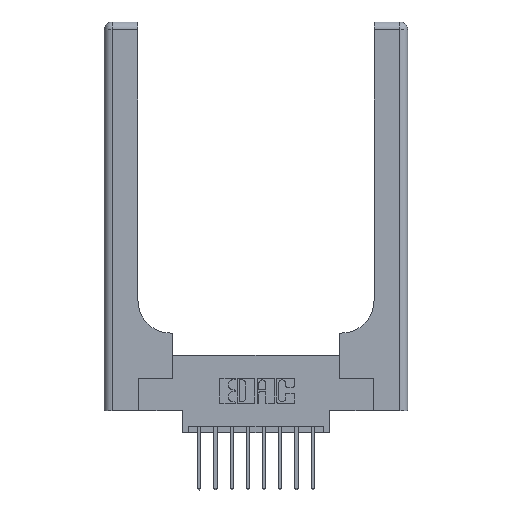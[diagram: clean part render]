
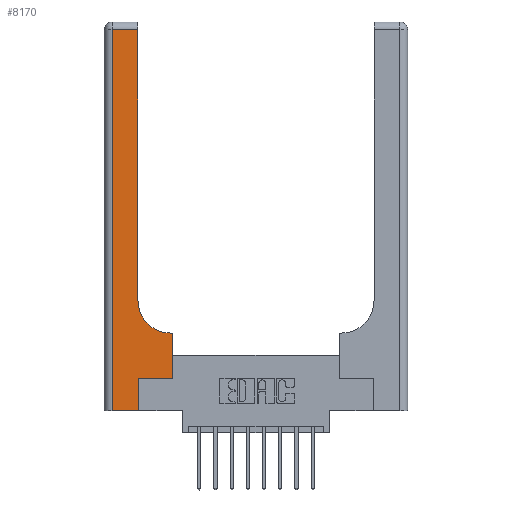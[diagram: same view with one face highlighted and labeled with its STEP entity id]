
A CAD part, top view. The second image highlights one B-rep face of the part: STEP entity #8170.
In plain terms, the highlighted planar face has unit normal (0, 0, 1).
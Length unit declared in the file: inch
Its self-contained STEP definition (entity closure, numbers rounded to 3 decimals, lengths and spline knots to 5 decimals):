
#31 = VECTOR ( 'NONE', #6473, 39.37008 ) ;
#91 = DIRECTION ( 'NONE',  ( 0., 1., 0. ) ) ;
#116 = EDGE_CURVE ( 'NONE', #12559, #6556, #5793, .T. ) ;
#1122 = EDGE_CURVE ( 'NONE', #7903, #12580, #11603, .T. ) ;
#1443 = CARTESIAN_POINT ( 'NONE',  ( 0.51, 0.85, 0.37 ) ) ;
#1620 = ORIENTED_EDGE ( 'NONE', *, *, #11981, .T. ) ;
#1723 = CARTESIAN_POINT ( 'NONE',  ( 0.265, 0.25, 0.37 ) ) ;
#1826 = LINE ( 'NONE', #5907, #4587 ) ;
#1911 = LINE ( 'NONE', #2393, #14698 ) ;
#2277 = DIRECTION ( 'NONE',  ( -1., 0., 0. ) ) ;
#2285 = DIRECTION ( 'NONE',  ( -1., 0., 0. ) ) ;
#2393 = CARTESIAN_POINT ( 'NONE',  ( 0.06, 3., 0.37 ) ) ;
#2604 = VECTOR ( 'NONE', #4678, 39.37008 ) ;
#2627 = DIRECTION ( 'NONE',  ( 1., 0., 0. ) ) ;
#2817 = ORIENTED_EDGE ( 'NONE', *, *, #8250, .T. ) ;
#2861 = EDGE_CURVE ( 'NONE', #3379, #10481, #12682, .T. ) ;
#3379 = VERTEX_POINT ( 'NONE', #12615 ) ;
#3381 = VECTOR ( 'NONE', #2277, 39.37008 ) ;
#3672 = ORIENTED_EDGE ( 'NONE', *, *, #11149, .T. ) ;
#4174 = ORIENTED_EDGE ( 'NONE', *, *, #2861, .T. ) ;
#4325 = EDGE_LOOP ( 'NONE', ( #3672, #4174, #2817, #5152, #1620, #14273, #14338, #10768, #12300 ) ) ;
#4376 = CARTESIAN_POINT ( 'NONE',  ( 0.06, 2.94, 0.37 ) ) ;
#4480 = DIRECTION ( 'NONE',  ( -1., 0., 0. ) ) ;
#4587 = VECTOR ( 'NONE', #91, 39.37008 ) ;
#4678 = DIRECTION ( 'NONE',  ( 1., 0., 0. ) ) ;
#4891 = VECTOR ( 'NONE', #12145, 39.37008 ) ;
#5152 = ORIENTED_EDGE ( 'NONE', *, *, #12520, .T. ) ;
#5304 = CARTESIAN_POINT ( 'NONE',  ( 0.26, 3., 0.37 ) ) ;
#5497 = CARTESIAN_POINT ( 'NONE',  ( 0.26, 0.85, 0.37 ) ) ;
#5793 = LINE ( 'NONE', #6791, #14745 ) ;
#5907 = CARTESIAN_POINT ( 'NONE',  ( 0.265, 0., 0.37 ) ) ;
#6240 = LINE ( 'NONE', #5304, #31 ) ;
#6278 = CIRCLE ( 'NONE', #10189, 0.25 ) ;
#6469 = EDGE_CURVE ( 'NONE', #12580, #12559, #8351, .T. ) ;
#6473 = DIRECTION ( 'NONE',  ( 0., 1., 0. ) ) ;
#6556 = VERTEX_POINT ( 'NONE', #12394 ) ;
#6791 = CARTESIAN_POINT ( 'NONE',  ( 0.26, 0.6, 0.37 ) ) ;
#6835 = AXIS2_PLACEMENT_3D ( 'NONE', #15113, #9271, #2285 ) ;
#6999 = CARTESIAN_POINT ( 'NONE',  ( 0.528, 0.6, 0.37 ) ) ;
#7266 = VERTEX_POINT ( 'NONE', #11610 ) ;
#7903 = VERTEX_POINT ( 'NONE', #14632 ) ;
#8055 = VERTEX_POINT ( 'NONE', #5497 ) ;
#8097 = PLANE ( 'NONE',  #6835 ) ;
#8133 = VECTOR ( 'NONE', #8718, 39.37008 ) ;
#8170 = ADVANCED_FACE ( 'NONE', ( #15088 ), #8097, .F. ) ;
#8250 = EDGE_CURVE ( 'NONE', #10481, #7266, #1911, .T. ) ;
#8351 = LINE ( 'NONE', #14498, #4891 ) ;
#8718 = DIRECTION ( 'NONE',  ( 1., 0., 0. ) ) ;
#8945 = EDGE_CURVE ( 'NONE', #6556, #8055, #6278, .T. ) ;
#9264 = CARTESIAN_POINT ( 'NONE',  ( 0., 2.94, 0.37 ) ) ;
#9271 = DIRECTION ( 'NONE',  ( 0., 0., -1. ) ) ;
#9470 = CARTESIAN_POINT ( 'NONE',  ( 0.528, 0.25, 0.37 ) ) ;
#9613 = DIRECTION ( 'NONE',  ( 0., 0., -1. ) ) ;
#10189 = AXIS2_PLACEMENT_3D ( 'NONE', #1443, #9613, #2627 ) ;
#10481 = VERTEX_POINT ( 'NONE', #4376 ) ;
#10550 = DIRECTION ( 'NONE',  ( 0., -1., 0. ) ) ;
#10768 = ORIENTED_EDGE ( 'NONE', *, *, #116, .T. ) ;
#11149 = EDGE_CURVE ( 'NONE', #8055, #3379, #6240, .T. ) ;
#11514 = VERTEX_POINT ( 'NONE', #14293 ) ;
#11543 = LINE ( 'NONE', #11662, #2604 ) ;
#11603 = LINE ( 'NONE', #1723, #8133 ) ;
#11610 = CARTESIAN_POINT ( 'NONE',  ( 0.06, 0., 0.37 ) ) ;
#11662 = CARTESIAN_POINT ( 'NONE',  ( 0., 0., 0.37 ) ) ;
#11981 = EDGE_CURVE ( 'NONE', #11514, #7903, #1826, .T. ) ;
#12145 = DIRECTION ( 'NONE',  ( 0., 1., 0. ) ) ;
#12300 = ORIENTED_EDGE ( 'NONE', *, *, #8945, .T. ) ;
#12394 = CARTESIAN_POINT ( 'NONE',  ( 0.51, 0.6, 0.37 ) ) ;
#12520 = EDGE_CURVE ( 'NONE', #7266, #11514, #11543, .T. ) ;
#12559 = VERTEX_POINT ( 'NONE', #6999 ) ;
#12580 = VERTEX_POINT ( 'NONE', #9470 ) ;
#12615 = CARTESIAN_POINT ( 'NONE',  ( 0.26, 2.94, 0.37 ) ) ;
#12682 = LINE ( 'NONE', #9264, #3381 ) ;
#14273 = ORIENTED_EDGE ( 'NONE', *, *, #1122, .T. ) ;
#14293 = CARTESIAN_POINT ( 'NONE',  ( 0.265, 0., 0.37 ) ) ;
#14338 = ORIENTED_EDGE ( 'NONE', *, *, #6469, .T. ) ;
#14498 = CARTESIAN_POINT ( 'NONE',  ( 0.528, 0.25, 0.37 ) ) ;
#14632 = CARTESIAN_POINT ( 'NONE',  ( 0.265, 0.25, 0.37 ) ) ;
#14698 = VECTOR ( 'NONE', #10550, 39.37008 ) ;
#14745 = VECTOR ( 'NONE', #4480, 39.37008 ) ;
#15088 = FACE_OUTER_BOUND ( 'NONE', #4325, .T. ) ;
#15113 = CARTESIAN_POINT ( 'NONE',  ( 0., 3., 0.37 ) ) ;
